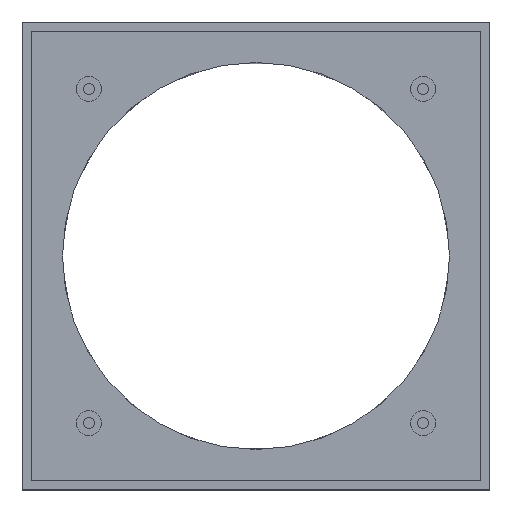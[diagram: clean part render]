
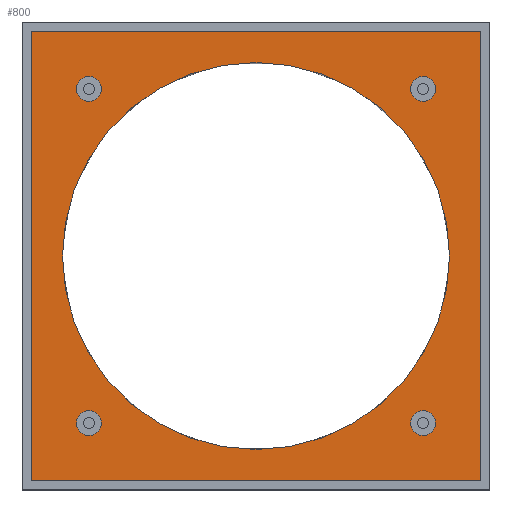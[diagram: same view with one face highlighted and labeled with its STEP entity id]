
A CAD part, top view. The second image highlights one B-rep face of the part: STEP entity #800.
In plain terms, the highlighted planar face has unit normal (0, 0, 1).
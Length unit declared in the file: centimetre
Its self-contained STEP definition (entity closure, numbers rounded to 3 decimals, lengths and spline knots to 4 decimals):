
#52=CIRCLE('',#865,4.);
#53=CIRCLE('',#866,4.);
#54=CIRCLE('',#867,4.);
#55=CIRCLE('',#868,4.);
#56=CIRCLE('',#869,62.0214);
#105=FACE_BOUND('',#200,.T.);
#106=FACE_BOUND('',#201,.T.);
#107=FACE_BOUND('',#202,.T.);
#108=FACE_BOUND('',#203,.T.);
#109=FACE_BOUND('',#204,.T.);
#136=FACE_OUTER_BOUND('',#199,.T.);
#199=EDGE_LOOP('',(#576,#577,#578,#579));
#200=EDGE_LOOP('',(#580));
#201=EDGE_LOOP('',(#581));
#202=EDGE_LOOP('',(#582));
#203=EDGE_LOOP('',(#583));
#204=EDGE_LOOP('',(#584));
#286=LINE('',#1269,#337);
#295=LINE('',#1287,#346);
#297=LINE('',#1291,#348);
#299=LINE('',#1294,#350);
#337=VECTOR('',#982,1.);
#346=VECTOR('',#995,1.);
#348=VECTOR('',#999,1.);
#350=VECTOR('',#1003,1.);
#388=VERTEX_POINT('',#1266);
#389=VERTEX_POINT('',#1268);
#396=VERTEX_POINT('',#1286);
#397=VERTEX_POINT('',#1290);
#398=VERTEX_POINT('',#1295);
#399=VERTEX_POINT('',#1297);
#400=VERTEX_POINT('',#1299);
#401=VERTEX_POINT('',#1301);
#402=VERTEX_POINT('',#1303);
#456=EDGE_CURVE('',#389,#388,#286,.T.);
#465=EDGE_CURVE('',#396,#389,#295,.T.);
#467=EDGE_CURVE('',#397,#396,#297,.T.);
#469=EDGE_CURVE('',#388,#397,#299,.T.);
#470=EDGE_CURVE('',#398,#398,#52,.T.);
#471=EDGE_CURVE('',#399,#399,#53,.T.);
#472=EDGE_CURVE('',#400,#400,#54,.T.);
#473=EDGE_CURVE('',#401,#401,#55,.T.);
#474=EDGE_CURVE('',#402,#402,#56,.T.);
#576=ORIENTED_EDGE('',*,*,#469,.T.);
#577=ORIENTED_EDGE('',*,*,#467,.T.);
#578=ORIENTED_EDGE('',*,*,#465,.T.);
#579=ORIENTED_EDGE('',*,*,#456,.T.);
#580=ORIENTED_EDGE('',*,*,#470,.T.);
#581=ORIENTED_EDGE('',*,*,#471,.T.);
#582=ORIENTED_EDGE('',*,*,#472,.T.);
#583=ORIENTED_EDGE('',*,*,#473,.T.);
#584=ORIENTED_EDGE('',*,*,#474,.T.);
#764=PLANE('',#864);
#800=ADVANCED_FACE('',(#136,#105,#106,#107,#108,#109),#764,.T.);
#864=AXIS2_PLACEMENT_3D('',#1293,#1001,#1002);
#865=AXIS2_PLACEMENT_3D('',#1296,#1004,#1005);
#866=AXIS2_PLACEMENT_3D('',#1298,#1006,#1007);
#867=AXIS2_PLACEMENT_3D('',#1300,#1008,#1009);
#868=AXIS2_PLACEMENT_3D('',#1302,#1010,#1011);
#869=AXIS2_PLACEMENT_3D('',#1304,#1012,#1013);
#982=DIRECTION('',(1.,0.,0.));
#995=DIRECTION('',(0.,-1.,0.));
#999=DIRECTION('',(-1.,0.,0.));
#1001=DIRECTION('center_axis',(0.,0.,
1.));
#1002=DIRECTION('ref_axis',(0.,-1.,0.));
#1003=DIRECTION('',(0.,1.,0.));
#1004=DIRECTION('center_axis',(0.,0.,
-1.));
#1005=DIRECTION('ref_axis',(1.,0.,0.));
#1006=DIRECTION('center_axis',(0.,0.,
-1.));
#1007=DIRECTION('ref_axis',(1.,0.,0.));
#1008=DIRECTION('center_axis',(0.,0.,
-1.));
#1009=DIRECTION('ref_axis',(1.,0.,0.));
#1010=DIRECTION('center_axis',(0.,0.,
-1.));
#1011=DIRECTION('ref_axis',(1.,0.,0.));
#1012=DIRECTION('center_axis',(0.,0.,
-1.));
#1013=DIRECTION('ref_axis',(1.,0.,0.));
#1266=CARTESIAN_POINT('',(72.,-72.,142.));
#1268=CARTESIAN_POINT('',(-72.,-72.,142.));
#1269=CARTESIAN_POINT('',(72.,-72.,142.));
#1286=CARTESIAN_POINT('',(-72.,72.,142.));
#1287=CARTESIAN_POINT('',(-72.,-71.75,142.));
#1290=CARTESIAN_POINT('',(72.,72.,142.));
#1291=CARTESIAN_POINT('',(-71.5,72.,142.));
#1293=CARTESIAN_POINT('Origin',(68.5,0.,142.));
#1294=CARTESIAN_POINT('',(72.,71.75,142.));
#1295=CARTESIAN_POINT('',(49.5633,-53.5633,142.));
#1296=CARTESIAN_POINT('Origin',(53.5633,-53.5633,142.));
#1297=CARTESIAN_POINT('',(-57.5633,-53.5633,142.));
#1298=CARTESIAN_POINT('Origin',(-53.5633,-53.5633,142.));
#1299=CARTESIAN_POINT('',(49.5633,53.5633,142.));
#1300=CARTESIAN_POINT('Origin',(53.5633,53.5633,142.));
#1301=CARTESIAN_POINT('',(-57.5633,53.5633,142.));
#1302=CARTESIAN_POINT('Origin',(-53.5633,53.5633,142.));
#1303=CARTESIAN_POINT('',(-62.0214,0.,142.));
#1304=CARTESIAN_POINT('Origin',(0.,0.,
142.));
